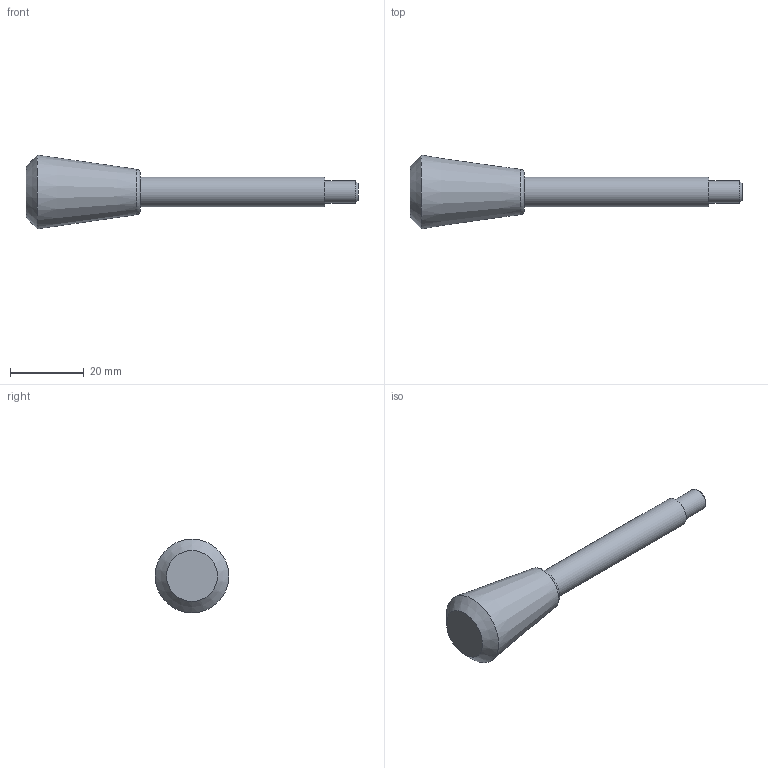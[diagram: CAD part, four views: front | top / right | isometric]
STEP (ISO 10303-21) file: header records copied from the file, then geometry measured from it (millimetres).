
FILE_DESCRIPTION( ( 'STEP AP214' ), '1' );
FILE_NAME( 'K0179.1408X50.stp', '2020-11-26T11:25:17', ( '' ), ( '' ), ' ', 'PARTsolutions', ' ' );
FILE_SCHEMA( ( 'AUTOMOTIVE_DESIGN { 1 0 10303 214 1 1 1 1 }' ) );
Length unit declared in the file: millimetre
Products named in the file (1): _K0179.1408X50
Bounding box: 90 x 20 x 20 mm (x, y, z)
Volume: 9186.1 mm3; surface area: 3316.9 mm2
Topology: 1 solids, 1 shells, 10 faces, 15 edges, 9 vertices
Faces by surface type: plane 4, cone 3, cylinder 2, torus 1
Full cylindrical faces by diameter (mm): 6 x1, 8 x1
Entity records: 290 total; most frequent: DIRECTION 40, CARTESIAN_POINT 29, AXIS2_PLACEMENT_3D 20, EDGE_LOOP 18, ORIENTED_EDGE 18, FACE_OUTER_BOUND 13, STYLED_ITEM 10, PRESENTATION_STYLE_ASSIGNMENT 10
